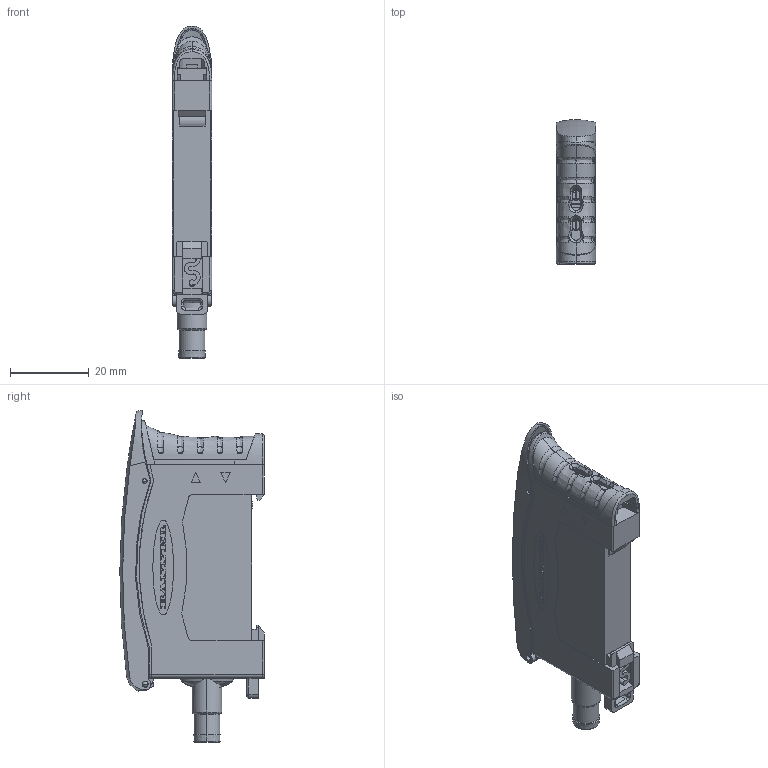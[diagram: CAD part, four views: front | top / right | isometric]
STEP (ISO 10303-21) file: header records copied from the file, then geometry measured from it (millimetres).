
FILE_DESCRIPTION((''),'2;1');
FILE_NAME('156685_ASM','2016-04-13T',('pdmadmin'),(''),'PRO/ENGINEER BY PARAMETRIC TECHNOLOGY CORPORATION, 2016010','PRO/ENGINEER BY PARAMETRIC TECHNOLOGY CORPORATION, 2016010','');
FILE_SCHEMA(('CONFIG_CONTROL_DESIGN'));
Products named in the file (18): 62364; 115906; 115907; 115908_ASM; 118284; 118285; 118282; 118283; 121252; 62366; 116057; 62374; 46870; 118630_ASM; 118395; 122535; QD_FILL_156685; 156685_ASM
Assembly tree (17 placements, depth 3):
  156685_ASM
    62364
    115908_ASM
      115906
      115907
    118284
    118285
    118282
    118283
    121252
    62366
    116057
    118630_ASM
      62374
      46870
    118395
    122535
    QD_FILL_156685
Bounding box: 10.1 x 36.59 x 84.2 mm (x, y, z)
Volume: 8341.7 mm3; surface area: 19146.7 mm2
Topology: 15 solids, 17 shells, 2649 faces, 7444 edges, 4852 vertices
Faces by surface type: plane 1270, cylinder 714, extrusion 399, bspline 123, torus 61, cone 48, sphere 34
Entity records: 99798 total; most frequent: CARTESIAN_POINT 32506, ORIENTED_EDGE 14829, DIRECTION 12569, EDGE_CURVE 7420, VERTEX_POINT 4852, VECTOR 4795, LINE 4396, AXIS2_PLACEMENT_3D 3887
